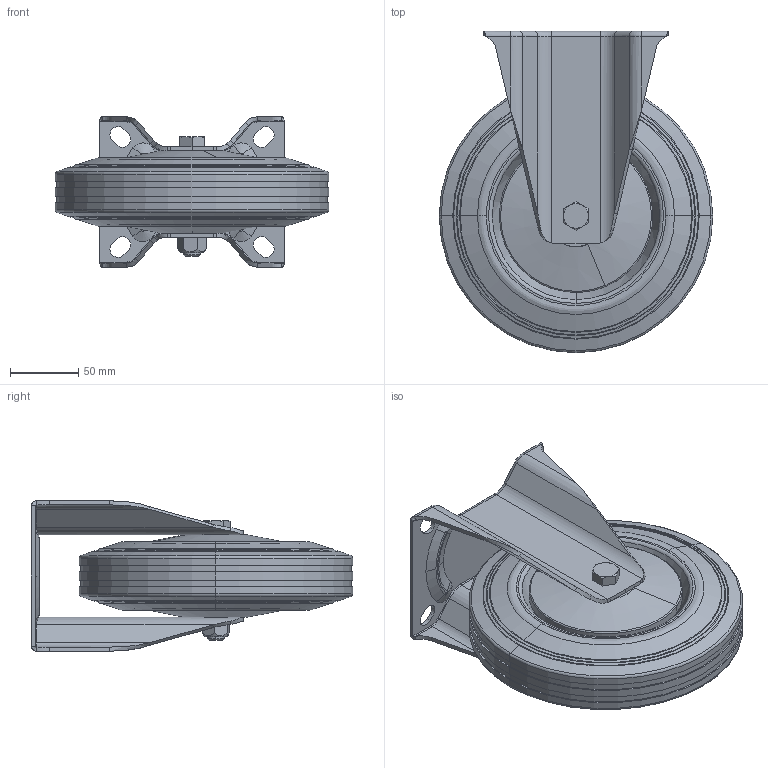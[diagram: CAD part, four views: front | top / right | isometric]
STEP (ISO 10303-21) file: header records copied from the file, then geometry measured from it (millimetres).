
FILE_DESCRIPTION(('STEP AP203'),'1');
FILE_NAME('l410_b55_201.stp','2023-08-08T09:24:45',('TraceParts'),('TraceParts S.A.'),'Spatial InterOp 3D',' ',' ');
FILE_SCHEMA(('CONFIG_CONTROL_DESIGN'));
Length unit declared in the file: millimetre
Products named in the file (1): 1
Bounding box: 200 x 235 x 110 mm (x, y, z)
Volume: 1249056.4 mm3; surface area: 269339.5 mm2
Topology: 8 solids, 8 shells, 333 faces, 755 edges, 447 vertices
Faces by surface type: cylinder 96, plane 77, torus 72, cone 63, bspline 25
Entity records: 18504 total; most frequent: CARTESIAN_POINT 10840, DIRECTION 1740, ORIENTED_EDGE 1510, EDGE_CURVE 755, AXIS2_PLACEMENT_3D 727, VERTEX_POINT 447, CIRCLE 395, EDGE_LOOP 368
